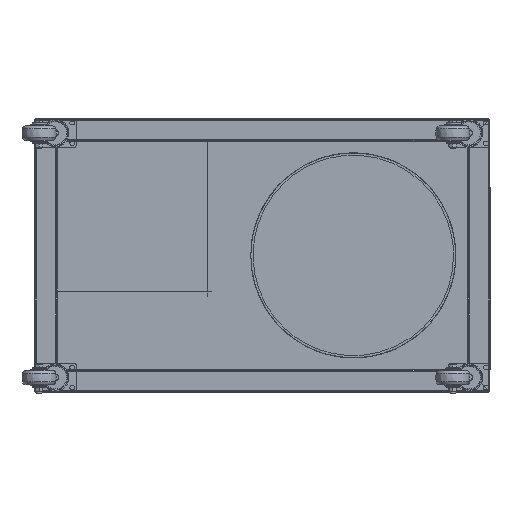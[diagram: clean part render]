
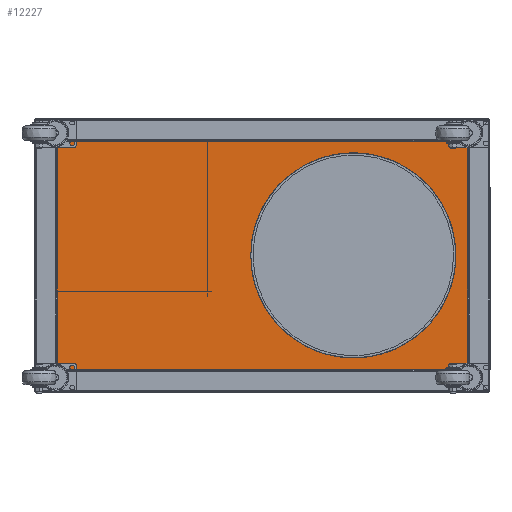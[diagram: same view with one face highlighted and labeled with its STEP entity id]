
A CAD part, front view. The second image highlights one B-rep face of the part: STEP entity #12227.
In plain terms, the highlighted free-form (B-spline) face has degree [1, 1] with [2, 2] control points.
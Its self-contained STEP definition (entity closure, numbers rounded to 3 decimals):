
#12114 = VERTEX_POINT('',#12115);
#12115 = CARTESIAN_POINT('',(-471.006,277.628,
    32.973));
#12120 = EDGE_CURVE('',#12114,#12114,#12121,.T.);
#12121 = ( BOUNDED_CURVE() B_SPLINE_CURVE(2,(#12122,#12123,#12124,#12125
    ,#12126,#12127,#12128),.UNSPECIFIED.,.T.,.F.) 
B_SPLINE_CURVE_WITH_KNOTS((3,2,2,3),(3.142,5.236,
7.33,9.425),.PIECEWISE_BEZIER_KNOTS.) CURVE() 
GEOMETRIC_REPRESENTATION_ITEM() RATIONAL_B_SPLINE_CURVE((1.,0.5,1.,0.5,
1.,0.5,1.)) REPRESENTATION_ITEM('') );
#12122 = CARTESIAN_POINT('',(-471.006,277.628,
    32.973));
#12123 = CARTESIAN_POINT('',(-471.006,277.628,
    573.4));
#12124 = CARTESIAN_POINT('',(-2.983,277.628,
    303.187));
#12125 = CARTESIAN_POINT('',(465.041,277.628,
    32.973));
#12126 = CARTESIAN_POINT('',(-2.983,277.628,
    -237.24));
#12127 = CARTESIAN_POINT('',(-471.006,277.628,
    -507.453));
#12128 = CARTESIAN_POINT('',(-471.006,277.628,
    32.973));
#12163 = EDGE_CURVE('',#12164,#12166,#12168,.T.);
#12164 = VERTEX_POINT('',#12165);
#12165 = CARTESIAN_POINT('',(247.225,277.628,
    448.994));
#12166 = VERTEX_POINT('',#12167);
#12167 = CARTESIAN_POINT('',(257.031,277.628,
    439.189));
#12168 = ( BOUNDED_CURVE() B_SPLINE_CURVE(2,(#12169,#12170,#12171),
.UNSPECIFIED.,.F.,.F.) B_SPLINE_CURVE_WITH_KNOTS((3,3),(5.76,
6.807),.PIECEWISE_BEZIER_KNOTS.) CURVE() 
GEOMETRIC_REPRESENTATION_ITEM() RATIONAL_B_SPLINE_CURVE((1.,
0.866,1.)) REPRESENTATION_ITEM('') );
#12169 = CARTESIAN_POINT('',(247.225,277.628,
    448.994));
#12170 = CARTESIAN_POINT('',(257.031,277.628,
    448.994));
#12171 = CARTESIAN_POINT('',(257.031,277.628,
    439.189));
#12204 = EDGE_CURVE('',#12166,#12205,#12207,.T.);
#12205 = VERTEX_POINT('',#12206);
#12206 = CARTESIAN_POINT('',(257.031,277.628,
    -313.711));
#12207 = B_SPLINE_CURVE_WITH_KNOTS('',1,(#12208,#12209),.UNSPECIFIED.,
  .F.,.F.,(2,2),(7.071,550.),.PIECEWISE_BEZIER_KNOTS.);
#12208 = CARTESIAN_POINT('',(257.031,277.628,
    439.189));
#12209 = CARTESIAN_POINT('',(257.031,277.628,
    -313.711));
#12227 = ADVANCED_FACE('',(#12228,#12287),#12290,.F.);
#12228 = FACE_BOUND('',#12229,.T.);
#12229 = EDGE_LOOP('',(#12230,#12231,#12238,#12246,#12253,#12260,#12267,
    #12274,#12281,#12286));
#12230 = ORIENTED_EDGE('',*,*,#12163,.F.);
#12231 = ORIENTED_EDGE('',*,*,#12232,.F.);
#12232 = EDGE_CURVE('',#12233,#12164,#12235,.T.);
#12233 = VERTEX_POINT('',#12234);
#12234 = CARTESIAN_POINT('',(-1119.9,277.628,
    448.994));
#12235 = B_SPLINE_CURVE_WITH_KNOTS('',1,(#12236,#12237),.UNSPECIFIED.,
  .F.,.F.,(2,2),(7.071,992.929),
  .PIECEWISE_BEZIER_KNOTS.);
#12236 = CARTESIAN_POINT('',(-1119.9,277.628,
    448.994));
#12237 = CARTESIAN_POINT('',(247.225,277.628,
    448.994));
#12238 = ORIENTED_EDGE('',*,*,#12239,.F.);
#12239 = EDGE_CURVE('',#12240,#12233,#12242,.T.);
#12240 = VERTEX_POINT('',#12241);
#12241 = CARTESIAN_POINT('',(-1129.706,277.628,
    439.189));
#12242 = ( BOUNDED_CURVE() B_SPLINE_CURVE(2,(#12243,#12244,#12245),
.UNSPECIFIED.,.F.,.F.) B_SPLINE_CURVE_WITH_KNOTS((3,3),(5.76,
6.807),.PIECEWISE_BEZIER_KNOTS.) CURVE() 
GEOMETRIC_REPRESENTATION_ITEM() RATIONAL_B_SPLINE_CURVE((1.,
0.866,1.)) REPRESENTATION_ITEM('') );
#12243 = CARTESIAN_POINT('',(-1129.706,277.628,
    439.189));
#12244 = CARTESIAN_POINT('',(-1129.706,277.628,
    448.994));
#12245 = CARTESIAN_POINT('',(-1119.9,277.628,
    448.994));
#12246 = ORIENTED_EDGE('',*,*,#12247,.F.);
#12247 = EDGE_CURVE('',#12248,#12240,#12250,.T.);
#12248 = VERTEX_POINT('',#12249);
#12249 = CARTESIAN_POINT('',(-1129.706,277.628,
    -313.711));
#12250 = B_SPLINE_CURVE_WITH_KNOTS('',1,(#12251,#12252),.UNSPECIFIED.,
  .F.,.F.,(2,2),(50.,592.929),.PIECEWISE_BEZIER_KNOTS.);
#12251 = CARTESIAN_POINT('',(-1129.706,277.628,
    -313.711));
#12252 = CARTESIAN_POINT('',(-1129.706,277.628,
    439.189));
#12253 = ORIENTED_EDGE('',*,*,#12254,.F.);
#12254 = EDGE_CURVE('',#12255,#12248,#12257,.T.);
#12255 = VERTEX_POINT('',#12256);
#12256 = CARTESIAN_POINT('',(-1060.369,277.628,
    -313.711));
#12257 = B_SPLINE_CURVE_WITH_KNOTS('',1,(#12258,#12259),.UNSPECIFIED.,
  .F.,.F.,(2,2),(0.,50.),.PIECEWISE_BEZIER_KNOTS.);
#12258 = CARTESIAN_POINT('',(-1060.369,277.628,
    -313.711));
#12259 = CARTESIAN_POINT('',(-1129.706,277.628,
    -313.711));
#12260 = ORIENTED_EDGE('',*,*,#12261,.F.);
#12261 = EDGE_CURVE('',#12262,#12255,#12264,.T.);
#12262 = VERTEX_POINT('',#12263);
#12263 = CARTESIAN_POINT('',(-1060.369,277.628,
    -383.047));
#12264 = B_SPLINE_CURVE_WITH_KNOTS('',1,(#12265,#12266),.UNSPECIFIED.,
  .F.,.F.,(2,2),(0.,50.),.PIECEWISE_BEZIER_KNOTS.);
#12265 = CARTESIAN_POINT('',(-1060.369,277.628,
    -383.047));
#12266 = CARTESIAN_POINT('',(-1060.369,277.628,
    -313.711));
#12267 = ORIENTED_EDGE('',*,*,#12268,.F.);
#12268 = EDGE_CURVE('',#12269,#12262,#12271,.T.);
#12269 = VERTEX_POINT('',#12270);
#12270 = CARTESIAN_POINT('',(187.694,277.628,
    -383.047));
#12271 = B_SPLINE_CURVE_WITH_KNOTS('',1,(#12272,#12273),.UNSPECIFIED.,
  .F.,.F.,(2,2),(50.,950.),.PIECEWISE_BEZIER_KNOTS.);
#12272 = CARTESIAN_POINT('',(187.694,277.628,
    -383.047));
#12273 = CARTESIAN_POINT('',(-1060.369,277.628,
    -383.047));
#12274 = ORIENTED_EDGE('',*,*,#12275,.F.);
#12275 = EDGE_CURVE('',#12276,#12269,#12278,.T.);
#12276 = VERTEX_POINT('',#12277);
#12277 = CARTESIAN_POINT('',(187.694,277.628,
    -313.711));
#12278 = B_SPLINE_CURVE_WITH_KNOTS('',1,(#12279,#12280),.UNSPECIFIED.,
  .F.,.F.,(2,2),(0.,50.),.PIECEWISE_BEZIER_KNOTS.);
#12279 = CARTESIAN_POINT('',(187.694,277.628,
    -313.711));
#12280 = CARTESIAN_POINT('',(187.694,277.628,
    -383.047));
#12281 = ORIENTED_EDGE('',*,*,#12282,.F.);
#12282 = EDGE_CURVE('',#12205,#12276,#12283,.T.);
#12283 = B_SPLINE_CURVE_WITH_KNOTS('',1,(#12284,#12285),.UNSPECIFIED.,
  .F.,.F.,(2,2),(0.,50.),.PIECEWISE_BEZIER_KNOTS.);
#12284 = CARTESIAN_POINT('',(257.031,277.628,
    -313.711));
#12285 = CARTESIAN_POINT('',(187.694,277.628,
    -313.711));
#12286 = ORIENTED_EDGE('',*,*,#12204,.F.);
#12287 = FACE_BOUND('',#12288,.T.);
#12288 = EDGE_LOOP('',(#12289));
#12289 = ORIENTED_EDGE('',*,*,#12120,.T.);
#12290 = B_SPLINE_SURFACE_WITH_KNOTS('',1,1,(
    (#12291,#12292)
    ,(#12293,#12294
  )),.UNSPECIFIED.,.F.,.F.,.F.,(2,2),(2,2),(-300.,300.),(-500.,500.),
  .PIECEWISE_BEZIER_KNOTS.);
#12291 = CARTESIAN_POINT('',(-1129.706,277.628,
    -383.047));
#12292 = CARTESIAN_POINT('',(257.031,277.628,
    -383.047));
#12293 = CARTESIAN_POINT('',(-1129.706,277.628,
    448.994));
#12294 = CARTESIAN_POINT('',(257.031,277.628,
    448.994));
